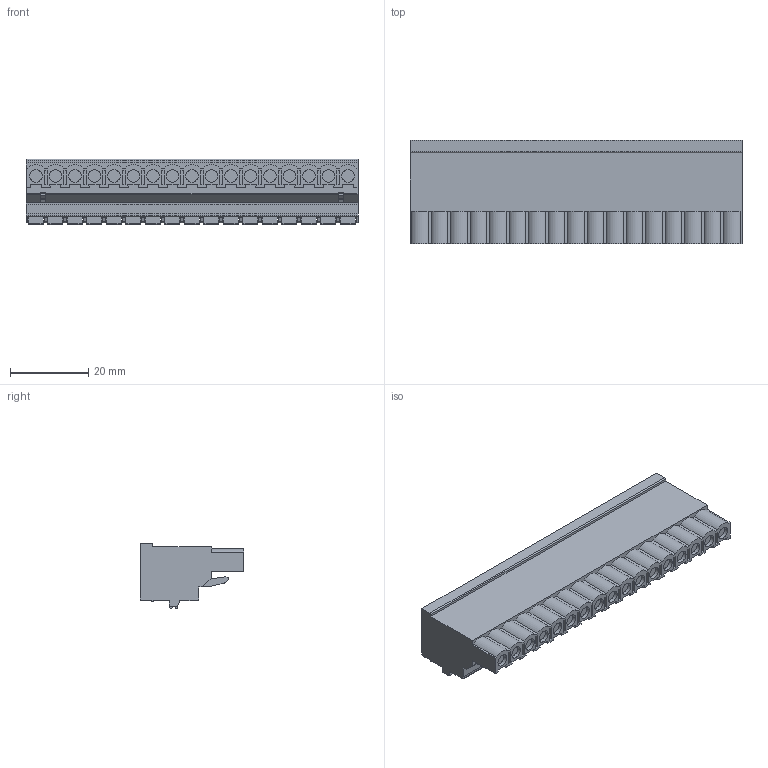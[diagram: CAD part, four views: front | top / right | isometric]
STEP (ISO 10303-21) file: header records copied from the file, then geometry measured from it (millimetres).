
FILE_DESCRIPTION((''),'2;1');
FILE_NAME('PRT0007','2024-09-21T15:30:22',('tluser'),(''),'CREO PARAMETRIC BY PTC INC, 2018100','CREO PARAMETRIC BY PTC INC, 2018100','');
FILE_SCHEMA(('CONFIG_CONTROL_DESIGN'));
Length unit declared in the file: millimetre
Products named in the file (1): PRT0007
Bounding box: 85.1 x 26.6 x 16.7 mm (x, y, z)
Volume: 23437.1 mm3; surface area: 9813.3 mm2
Topology: 1 solids, 1 shells, 960 faces, 2478 edges, 1652 vertices
Faces by surface type: plane 652, cylinder 308
Entity records: 29256 total; most frequent: CARTESIAN_POINT 5090, DIRECTION 5014, ORIENTED_EDGE 4956, EDGE_CURVE 2478, VECTOR 1862, LINE 1862, VERTEX_POINT 1652, AXIS2_PLACEMENT_3D 1576
